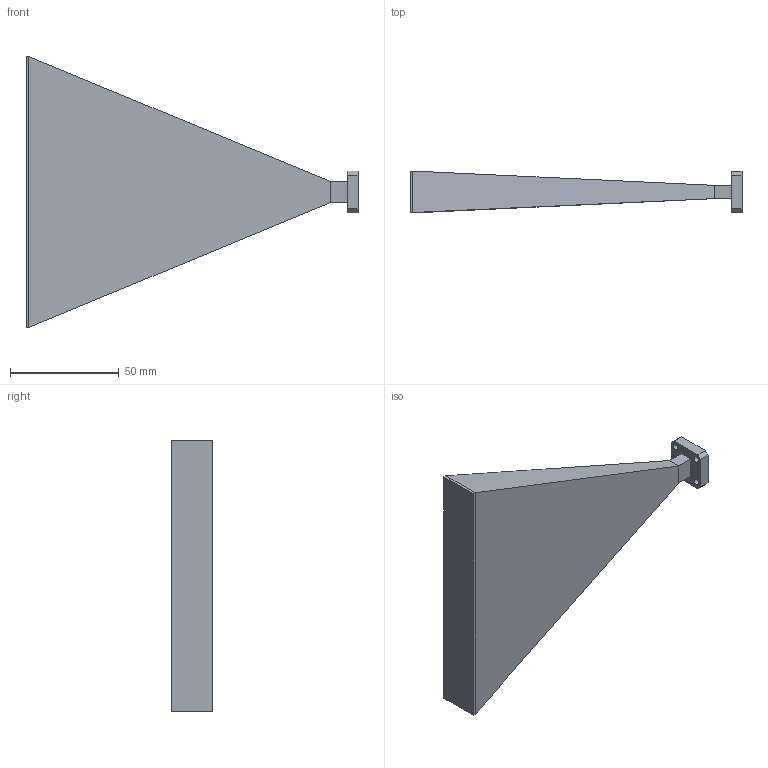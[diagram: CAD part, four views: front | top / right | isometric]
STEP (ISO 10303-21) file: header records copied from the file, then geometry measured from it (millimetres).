
FILE_DESCRIPTION (( 'STEP AP203' ), '1' );
FILE_NAME ('AK-RA22-C1.STEP', '2022-03-10T19:21:47', ( '' ), ( '' ), 'SwSTEP 2.0', 'SolidWorks 2021', '' );
FILE_SCHEMA (( 'CONFIG_CONTROL_DESIGN' ));
Length unit declared in the file: millimetre
Products named in the file (1): AK-RA22-C1
Bounding box: 152.4 x 19.05 x 124.46 mm (x, y, z)
Volume: 138927.1 mm3; surface area: 26465.5 mm2
Topology: 1 solids, 1 shells, 36 faces, 88 edges, 56 vertices
Faces by surface type: plane 28, cylinder 8
Entity records: 1141 total; most frequent: CARTESIAN_POINT 193, ORIENTED_EDGE 176, DIRECTION 174, EDGE_CURVE 88, VECTOR 68, LINE 68, VERTEX_POINT 56, AXIS2_PLACEMENT_3D 53
